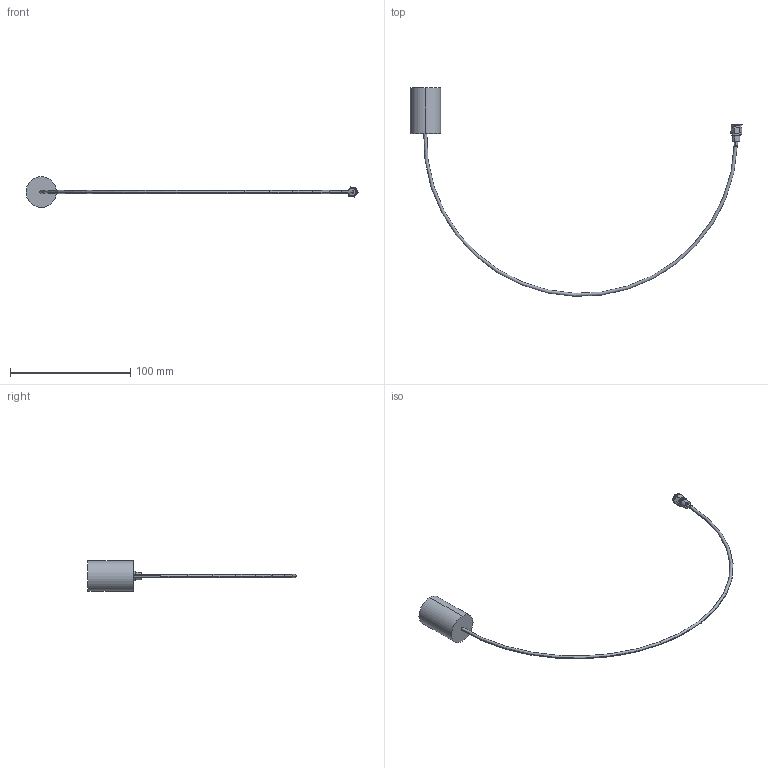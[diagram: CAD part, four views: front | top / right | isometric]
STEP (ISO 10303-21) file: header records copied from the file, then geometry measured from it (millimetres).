
FILE_DESCRIPTION (( 'STEP AP203' ), '1' );
FILE_NAME ('A7309-5-CN.STEP', '2013-11-19T13:13:18', ( '' ), ( '' ), 'SwSTEP 2.0', 'SolidWorks 2012', '' );
FILE_SCHEMA (( 'CONFIG_CONTROL_DESIGN' ));
Length unit declared in the file: inch
Products named in the file (3): A7309-5-CN; A7309-1-CN_110183; A7300 MALE SMA PART_   
Assembly tree (2 placements, depth 2):
  A7309-5-CN
    A7309-1-CN_110183
    A7300 MALE SMA PART_   
Bounding box: 275.98 x 173.47 x 25.4 mm (x, y, z)
Volume: 16685.5 mm3; surface area: 9867.5 mm2
Topology: 3 solids, 6 shells, 122 faces, 290 edges, 188 vertices
Faces by surface type: cylinder 58, plane 57, torus 5, cone 2
Entity records: 4126 total; most frequent: CARTESIAN_POINT 921, DIRECTION 637, ORIENTED_EDGE 580, EDGE_CURVE 290, AXIS2_PLACEMENT_3D 250, VERTEX_POINT 188, EDGE_LOOP 142, VECTOR 137
